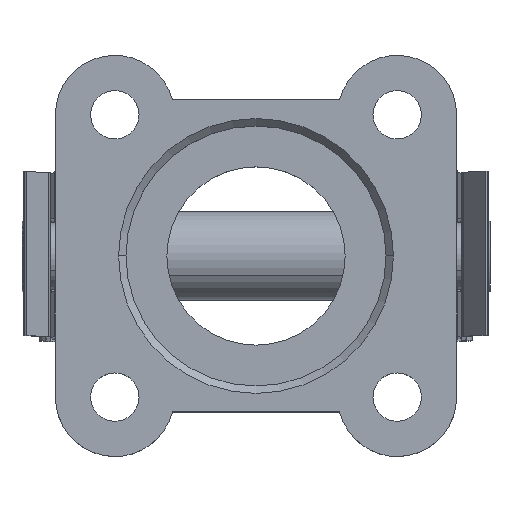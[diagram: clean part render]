
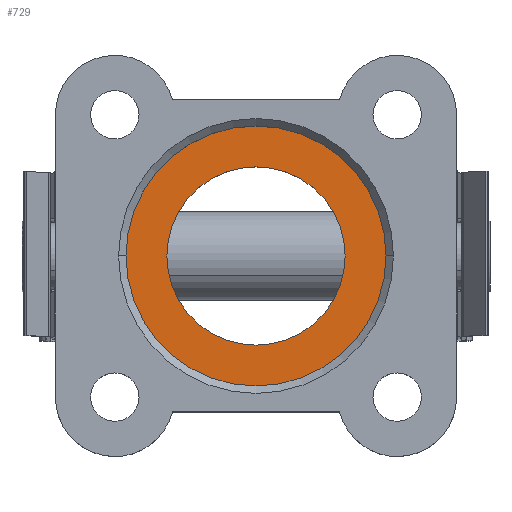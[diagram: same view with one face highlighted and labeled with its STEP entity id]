
A CAD part, top view. The second image highlights one B-rep face of the part: STEP entity #729.
In plain terms, the highlighted planar face has unit normal (0, 0, 1).
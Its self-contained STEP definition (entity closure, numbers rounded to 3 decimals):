
#58 = EDGE_LOOP ( 'NONE', ( #650, #629 ) ) ;
#92 = EDGE_LOOP ( 'NONE', ( #641, #647 ) ) ;
#327 = FACE_OUTER_BOUND ( 'NONE', #58, .T. ) ;
#328 = FACE_BOUND ( 'NONE', #92, .T. ) ;
#487 = CIRCLE ( 'NONE', #2092, 17.5 ) ;
#490 = CIRCLE ( 'NONE', #2090, 12. ) ;
#629 = ORIENTED_EDGE ( 'NONE', *, *, #1826, .T. ) ;
#641 = ORIENTED_EDGE ( 'NONE', *, *, #1828, .T. ) ;
#647 = ORIENTED_EDGE ( 'NONE', *, *, #4673, .T. ) ;
#650 = ORIENTED_EDGE ( 'NONE', *, *, #4677, .T. ) ;
#729 = ADVANCED_FACE ( 'NONE', ( #327, #328 ), #2564, .T. ) ;
#1223 = VERTEX_POINT ( 'NONE', #2786 ) ;
#1307 = VERTEX_POINT ( 'NONE', #2848 ) ;
#1350 = VERTEX_POINT ( 'NONE', #2874 ) ;
#1462 = VERTEX_POINT ( 'NONE', #2963 ) ;
#1826 = EDGE_CURVE ( 'NONE', #1307, #1350, #487, .T. ) ;
#1828 = EDGE_CURVE ( 'NONE', #1462, #1223, #490, .T. ) ;
#2007 = AXIS2_PLACEMENT_3D ( 'NONE', #2534, #2571, #2578 ) ;
#2090 = AXIS2_PLACEMENT_3D ( 'NONE', #3075, #3076, #3077 ) ;
#2092 = AXIS2_PLACEMENT_3D ( 'NONE', #3070, #3071, #3072 ) ;
#2176 = AXIS2_PLACEMENT_3D ( 'NONE', #3530, #3537, #3538 ) ;
#2178 = AXIS2_PLACEMENT_3D ( 'NONE', #3536, #3547, #3548 ) ;
#2534 = CARTESIAN_POINT ( 'NONE',  ( 27., 27., 3.5 ) ) ;
#2564 = PLANE ( 'NONE',  #2007 ) ;
#2571 = DIRECTION ( 'NONE',  ( 0., 0., 1. ) ) ;
#2578 = DIRECTION ( 'NONE',  ( 1., 0., 0. ) ) ;
#2786 = CARTESIAN_POINT ( 'NONE',  ( 15., 27., 3.5 ) ) ;
#2848 = CARTESIAN_POINT ( 'NONE',  ( 9.5, 27., 3.5 ) ) ;
#2874 = CARTESIAN_POINT ( 'NONE',  ( 44.5, 27., 3.5 ) ) ;
#2963 = CARTESIAN_POINT ( 'NONE',  ( 39., 27., 3.5 ) ) ;
#3070 = CARTESIAN_POINT ( 'NONE',  ( 27., 27., 3.5 ) ) ;
#3071 = DIRECTION ( 'NONE',  ( 0., 0., 1. ) ) ;
#3072 = DIRECTION ( 'NONE',  ( 1., 0., 0. ) ) ;
#3075 = CARTESIAN_POINT ( 'NONE',  ( 27., 27., 3.5 ) ) ;
#3076 = DIRECTION ( 'NONE',  ( 0., 0., -1. ) ) ;
#3077 = DIRECTION ( 'NONE',  ( 1., 0., 0. ) ) ;
#3530 = CARTESIAN_POINT ( 'NONE',  ( 27., 27., 3.5 ) ) ;
#3536 = CARTESIAN_POINT ( 'NONE',  ( 27., 27., 3.5 ) ) ;
#3537 = DIRECTION ( 'NONE',  ( 0., 0., -1. ) ) ;
#3538 = DIRECTION ( 'NONE',  ( 1., 0., 0. ) ) ;
#3547 = DIRECTION ( 'NONE',  ( 0., 0., 1. ) ) ;
#3548 = DIRECTION ( 'NONE',  ( 1., 0., 0. ) ) ;
#3976 = CIRCLE ( 'NONE', #2176, 12. ) ;
#3982 = CIRCLE ( 'NONE', #2178, 17.5 ) ;
#4673 = EDGE_CURVE ( 'NONE', #1223, #1462, #3976, .T. ) ;
#4677 = EDGE_CURVE ( 'NONE', #1350, #1307, #3982, .T. ) ;
